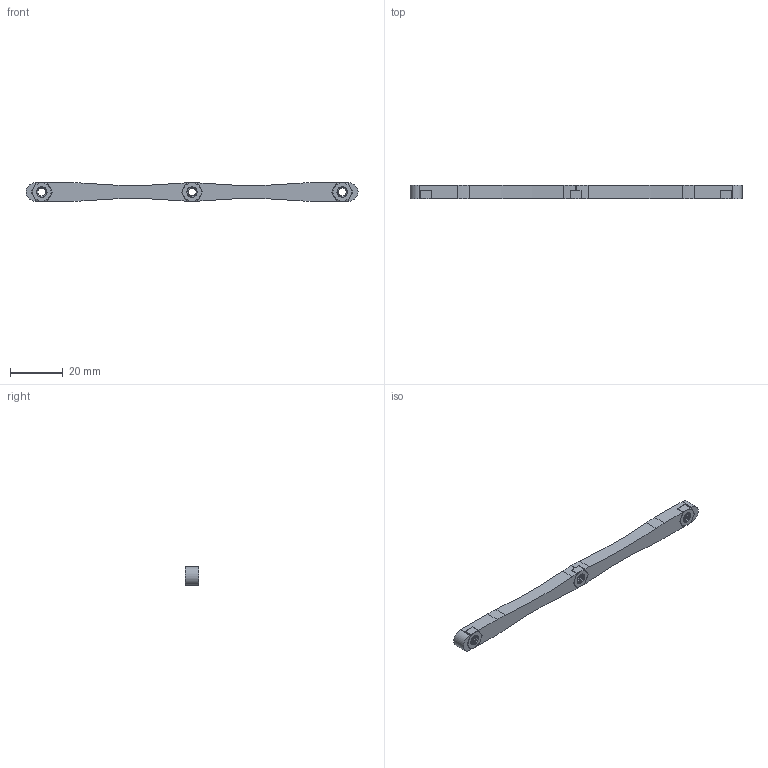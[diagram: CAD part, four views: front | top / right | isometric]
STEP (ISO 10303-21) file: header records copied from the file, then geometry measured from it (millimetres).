
FILE_DESCRIPTION(/* description */ (''),/* implementation_level */ '2;1');
FILE_NAME(/* name */ 'Montage_Houder v15.step',/* time_stamp */ '2019-09-13T16:54:29+02:00',/* author */ (''),/* organization */ (''),/* preprocessor_version */ 'ST-DEVELOPER v18',/* originating_system */ 'Autodesk Translation Framework v8.6.0.1094',/* authorisation */ '');
FILE_SCHEMA (('AUTOMOTIVE_DESIGN { 1 0 10303 214 3 1 1 }'));
Length unit declared in the file: millimetre
Products named in the file (2): Montage_Houder; M4_Nut
Assembly tree (3 placements, depth 2):
  Montage_Houder
    M4_Nut  x3
Bounding box: 126 x 5.2 x 7 mm (x, y, z)
Volume: 3799.8 mm3; surface area: 3541.8 mm2
Topology: 4 solids, 4 shells, 148 faces, 372 edges, 232 vertices
Faces by surface type: plane 50, cone 48, cylinder 44, bspline 6
Full cylindrical faces by diameter (mm): 3.091 x6, 4 x12
Entity records: 3254 total; most frequent: CARTESIAN_POINT 1311, ORIENTED_EDGE 412, DIRECTION 378, EDGE_CURVE 206, AXIS2_PLACEMENT_3D 139, VERTEX_POINT 132, LINE 100, VECTOR 100
